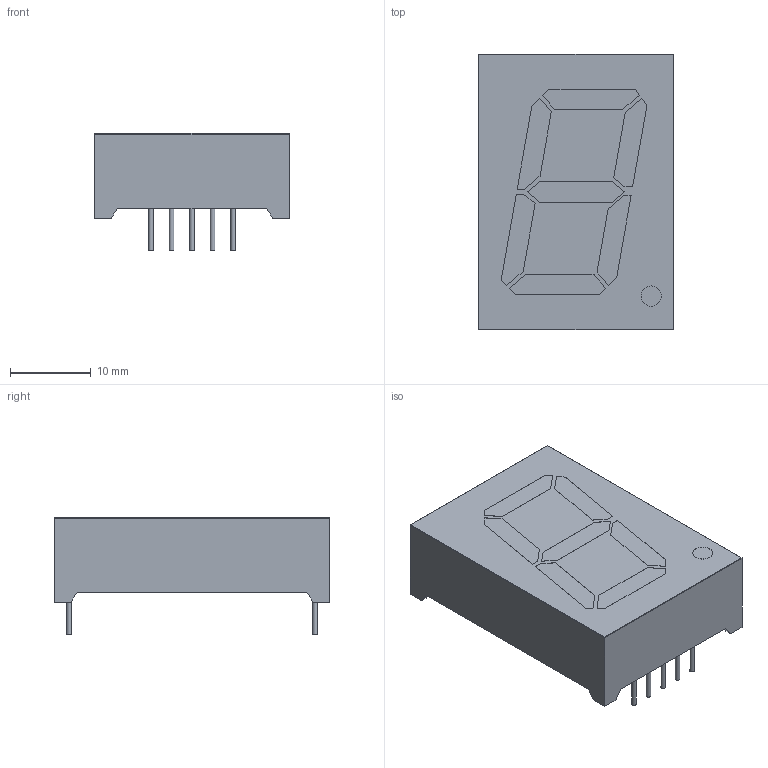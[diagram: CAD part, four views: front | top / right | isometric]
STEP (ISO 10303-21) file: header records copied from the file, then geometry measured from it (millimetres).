
FILE_DESCRIPTION(('FreeCAD Model'),'2;1');
FILE_NAME('7 seg 1,0 inch.step', '2018-11-28T11:26:48',('Author'),(''), 'Open CASCADE STEP processor 6.8','FreeCAD','Unknown');
FILE_SCHEMA(('AUTOMOTIVE_DESIGN_CC2 { 1 2 10303 214 -1 1 5 4 }'));
Length unit declared in the file: millimetre
Products named in the file (5): ASSEMBLY; Fusion001; Cut003; Cut002; Cut
Assembly tree (4 placements, depth 2):
  ASSEMBLY
    Fusion001
    Cut003
    Cut002
    Cut
Bounding box: 24 x 34 x 14.5 mm (x, y, z)
Volume: 7043.3 mm3; surface area: 4648 mm2
Topology: 20 solids, 20 shells, 166 faces, 378 edges, 252 vertices
Faces by surface type: plane 152, cylinder 14
Full cylindrical faces by diameter (mm): 0.6 x10
Entity records: 10120 total; most frequent: CARTESIAN_POINT 1941, DIRECTION 1488, LINE 1062, VECTOR 1062, ORIENTED_EDGE 756, PCURVE 756, DEFINITIONAL_REPRESENTATION 756, EDGE_CURVE 378
